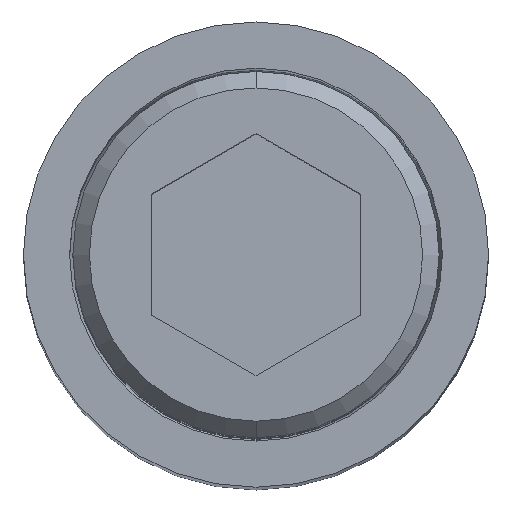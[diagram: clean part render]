
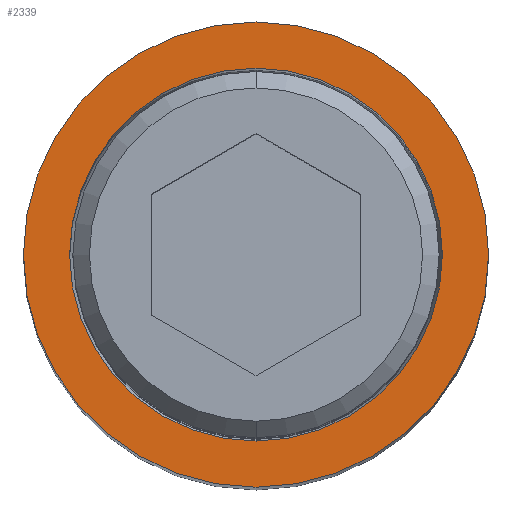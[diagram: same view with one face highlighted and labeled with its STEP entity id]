
A CAD part, top view. The second image highlights one B-rep face of the part: STEP entity #2339.
In plain terms, the highlighted face is planar.
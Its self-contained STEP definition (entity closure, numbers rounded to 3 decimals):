
#2036=CARTESIAN_POINT('',(0.,0.,-49.));
#2037=DIRECTION('',(0.,0.,1.));
#2038=DIRECTION('',(0.,1.,0.));
#2039=AXIS2_PLACEMENT_3D('',#2036,#2037,#2038);
#2044=CARTESIAN_POINT('',(0.,0.,-49.));
#2045=DIRECTION('',(0.,0.,-1.));
#2046=DIRECTION('',(0.,1.,0.));
#2047=AXIS2_PLACEMENT_3D('',#2044,#2045,#2046);
#2052=CARTESIAN_POINT('',(0.,0.,-49.));
#2053=DIRECTION('',(0.,0.,-1.));
#2054=DIRECTION('',(0.,1.,0.));
#2055=AXIS2_PLACEMENT_3D('',#2052,#2053,#2054);
#2074=CARTESIAN_POINT('',(0.,0.,-49.));
#2075=DIRECTION('',(0.,0.,1.));
#2076=DIRECTION('',(0.,1.,0.));
#2077=AXIS2_PLACEMENT_3D('',#2074,#2075,#2076);
#2098=CARTESIAN_POINT('',(0.,5.65,-49.));
#2099=VERTEX_POINT('',#2098);
#2100=CARTESIAN_POINT('',(0.,7.05,-49.));
#2101=VERTEX_POINT('',#2100);
#2118=CARTESIAN_POINT('',(0.,-5.65,-49.));
#2119=VERTEX_POINT('',#2118);
#2120=CARTESIAN_POINT('',(0.,-7.05,-49.));
#2121=VERTEX_POINT('',#2120);
#2324=CARTESIAN_POINT('',(0.,0.,-49.));
#2325=DIRECTION('',(0.,0.,-1.));
#2326=DIRECTION('',(0.,-1.,0.));
#2327=AXIS2_PLACEMENT_3D('',#2324,#2325,#2326);
#2328=PLANE('',#2327);
#2330=ORIENTED_EDGE('',*,*,#2329,.F.);
#2332=ORIENTED_EDGE('',*,*,#2331,.T.);
#2333=EDGE_LOOP('',(#2330,#2332));
#2334=FACE_OUTER_BOUND('',#2333,.F.);
#2335=ORIENTED_EDGE('',*,*,#2303,.F.);
#2336=ORIENTED_EDGE('',*,*,#2319,.T.);
#2337=EDGE_LOOP('',(#2335,#2336));
#2338=FACE_BOUND('',#2337,.F.);
#2339=ADVANCED_FACE('',(#2334,#2338),#2328,.T.);
#2040=CIRCLE('',#2039,5.65);
#2048=CIRCLE('',#2047,5.65);
#2056=CIRCLE('',#2055,7.05);
#2078=CIRCLE('',#2077,7.05);
#2303=EDGE_CURVE('',#2099,#2119,#2040,.T.);
#2319=EDGE_CURVE('',#2099,#2119,#2048,.T.);
#2329=EDGE_CURVE('',#2101,#2121,#2056,.T.);
#2331=EDGE_CURVE('',#2101,#2121,#2078,.T.);
